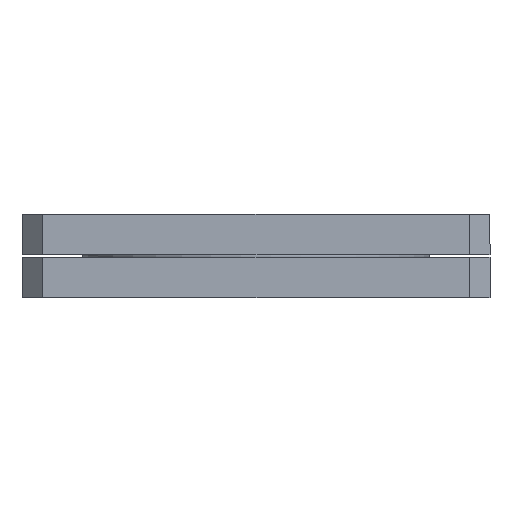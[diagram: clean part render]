
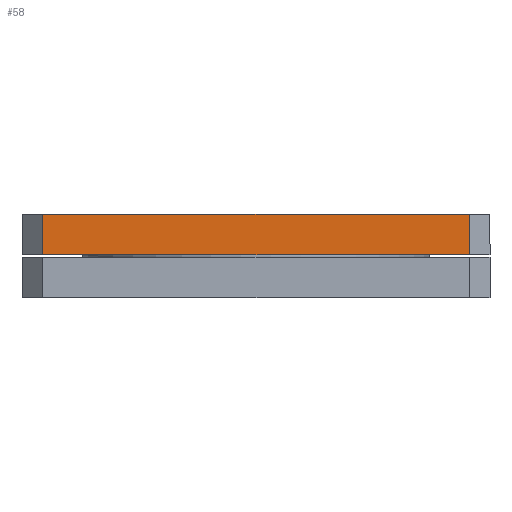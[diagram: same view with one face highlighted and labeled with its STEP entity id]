
A CAD part, front view. The second image highlights one B-rep face of the part: STEP entity #58.
In plain terms, the highlighted planar face has unit normal (0, -1, 0).
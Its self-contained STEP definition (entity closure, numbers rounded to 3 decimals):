
#58 = ADVANCED_FACE ( 'NONE', ( #1628 ), #961, .T. ) ;
#62 = VECTOR ( 'NONE', #1352, 1000. ) ;
#76 = AXIS2_PLACEMENT_3D ( 'NONE', #713, #912, #1017 ) ;
#154 = CARTESIAN_POINT ( 'NONE',  ( 41., -45., 0. ) ) ;
#157 = VERTEX_POINT ( 'NONE', #1767 ) ;
#160 = ORIENTED_EDGE ( 'NONE', *, *, #425, .T. ) ;
#197 = LINE ( 'NONE', #562, #1043 ) ;
#425 = EDGE_CURVE ( 'NONE', #1120, #1005, #197, .T. ) ;
#459 = DIRECTION ( 'NONE',  ( -1., 0., 0. ) ) ;
#562 = CARTESIAN_POINT ( 'NONE',  ( -225., -45., -7.75 ) ) ;
#563 = EDGE_CURVE ( 'NONE', #157, #1800, #691, .T. ) ;
#583 = CARTESIAN_POINT ( 'NONE',  ( -41., -45., 0. ) ) ;
#648 = EDGE_CURVE ( 'NONE', #1005, #157, #982, .T. ) ;
#658 = EDGE_CURVE ( 'NONE', #1800, #1120, #929, .T. ) ;
#691 = LINE ( 'NONE', #1595, #1448 ) ;
#713 = CARTESIAN_POINT ( 'NONE',  ( 45., -45., 0. ) ) ;
#741 = CARTESIAN_POINT ( 'NONE',  ( -41., -45., 0. ) ) ;
#907 = DIRECTION ( 'NONE',  ( 0., 0., -1. ) ) ;
#912 = DIRECTION ( 'NONE',  ( 0., -1., 0. ) ) ;
#925 = CARTESIAN_POINT ( 'NONE',  ( -41., -45., -7.75 ) ) ;
#929 = LINE ( 'NONE', #741, #1236 ) ;
#961 = PLANE ( 'NONE',  #76 ) ;
#982 = LINE ( 'NONE', #154, #62 ) ;
#1005 = VERTEX_POINT ( 'NONE', #1059 ) ;
#1017 = DIRECTION ( 'NONE',  ( 0., 0., -1. ) ) ;
#1043 = VECTOR ( 'NONE', #1557, 1000. ) ;
#1059 = CARTESIAN_POINT ( 'NONE',  ( 41., -45., -7.75 ) ) ;
#1120 = VERTEX_POINT ( 'NONE', #925 ) ;
#1192 = EDGE_LOOP ( 'NONE', ( #160, #1347, #1501, #1443 ) ) ;
#1236 = VECTOR ( 'NONE', #907, 1000. ) ;
#1347 = ORIENTED_EDGE ( 'NONE', *, *, #648, .T. ) ;
#1352 = DIRECTION ( 'NONE',  ( 0., 0., 1. ) ) ;
#1443 = ORIENTED_EDGE ( 'NONE', *, *, #658, .T. ) ;
#1448 = VECTOR ( 'NONE', #459, 1000. ) ;
#1501 = ORIENTED_EDGE ( 'NONE', *, *, #563, .T. ) ;
#1557 = DIRECTION ( 'NONE',  ( 1., 0., 0. ) ) ;
#1595 = CARTESIAN_POINT ( 'NONE',  ( 45., -45., 0. ) ) ;
#1628 = FACE_OUTER_BOUND ( 'NONE', #1192, .T. ) ;
#1767 = CARTESIAN_POINT ( 'NONE',  ( 41., -45., 0. ) ) ;
#1800 = VERTEX_POINT ( 'NONE', #583 ) ;
